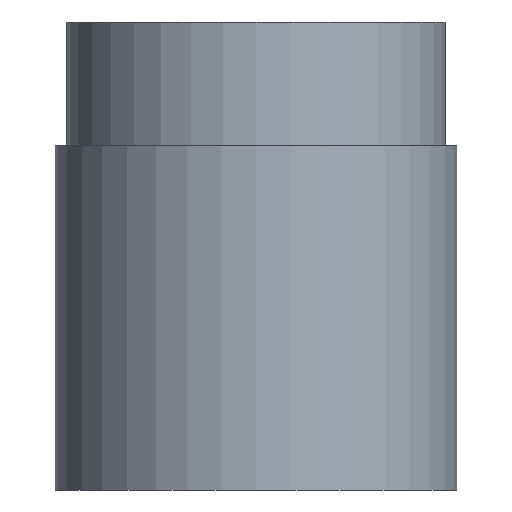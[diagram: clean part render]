
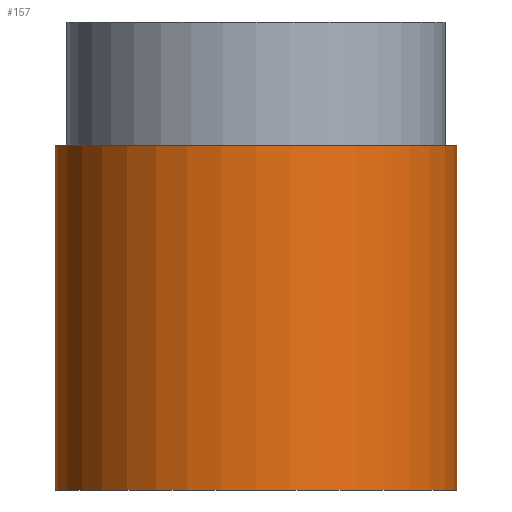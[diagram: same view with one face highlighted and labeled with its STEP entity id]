
A CAD part, front view. The second image highlights one B-rep face of the part: STEP entity #157.
In plain terms, the highlighted cylindrical face has radius 17.5 mm (diameter 35 mm), a full revolution.
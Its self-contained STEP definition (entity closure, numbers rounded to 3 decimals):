
#31=FACE_OUTER_BOUND('',#43,.T.);
#43=EDGE_LOOP('',(#118,#119,#120,#121));
#60=LINE('',#274,#66);
#66=VECTOR('',#221,17.5);
#73=CIRCLE('',#187,17.5);
#74=CIRCLE('',#188,17.5);
#85=VERTEX_POINT('',#271);
#86=VERTEX_POINT('',#273);
#98=EDGE_CURVE('',#85,#85,#73,.T.);
#99=EDGE_CURVE('',#85,#86,#60,.T.);
#100=EDGE_CURVE('',#86,#86,#74,.T.);
#118=ORIENTED_EDGE('',*,*,#98,.F.);
#119=ORIENTED_EDGE('',*,*,#99,.T.);
#120=ORIENTED_EDGE('',*,*,#100,.F.);
#121=ORIENTED_EDGE('',*,*,#99,.F.);
#150=CYLINDRICAL_SURFACE('',#186,17.5);
#157=ADVANCED_FACE('',(#31),#150,.T.);
#186=AXIS2_PLACEMENT_3D('',#270,#217,#218);
#187=AXIS2_PLACEMENT_3D('',#272,#219,#220);
#188=AXIS2_PLACEMENT_3D('',#275,#222,#223);
#217=DIRECTION('center_axis',(0.,0.,1.));
#218=DIRECTION('ref_axis',(1.,0.,0.));
#219=DIRECTION('center_axis',(0.,0.,1.));
#220=DIRECTION('ref_axis',(1.,0.,0.));
#221=DIRECTION('',(0.,0.,-1.));
#222=DIRECTION('center_axis',(0.,0.,-1.));
#223=DIRECTION('ref_axis',(1.,0.,0.));
#270=CARTESIAN_POINT('Origin',(75.,0.,15.));
#271=CARTESIAN_POINT('',(57.5,0.,30.));
#272=CARTESIAN_POINT('Origin',(75.,0.,30.));
#273=CARTESIAN_POINT('',(57.5,0.,0.));
#274=CARTESIAN_POINT('',(57.5,0.,15.));
#275=CARTESIAN_POINT('Origin',(75.,0.,0.));
